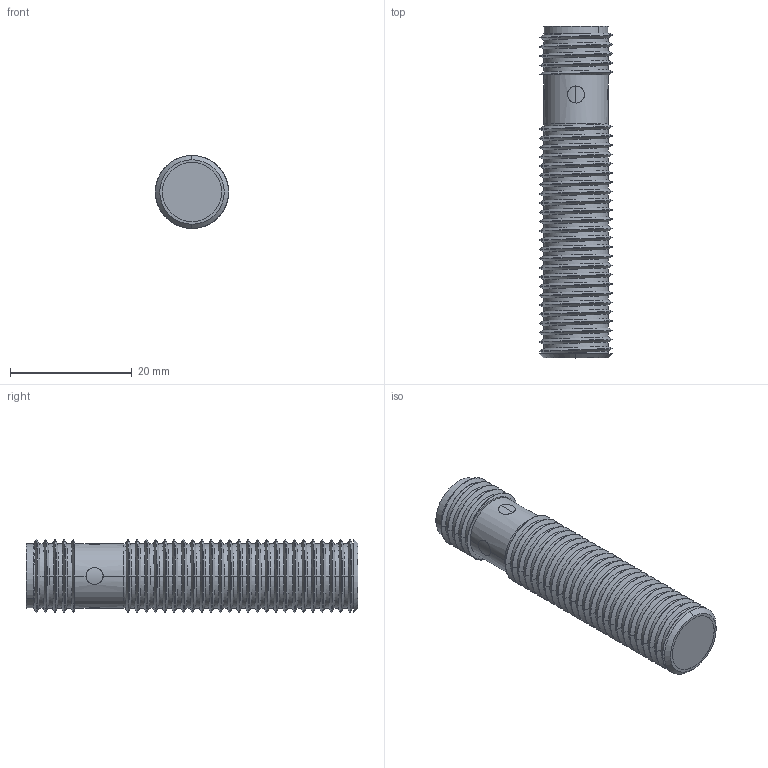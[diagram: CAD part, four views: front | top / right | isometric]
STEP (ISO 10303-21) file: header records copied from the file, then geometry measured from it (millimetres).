
FILE_DESCRIPTION(('STEP AP214'),'1');
FILE_NAME('cctmp_0EB04FAC-B215-4C81-B637-E2B0B84DA30B_2025_02_28_10_58_36_0241_3016..stp','2025-02-28T09:58:36',('Pepperl+Fuchs GmbH'),('CADClick - www.CADClick.com'),'Spatial InterOp 3D',' ','unknown authorization');
FILE_SCHEMA(('AUTOMOTIVE_DESIGN'));
Length unit declared in the file: millimetre
Products named in the file (4): NBB2-12GM40-E2-V1; 2025_02_28_10_58_36_0240; NBB2-12GM40-E2-V1_2; NBB2-12GM40-E2-V1_1
Assembly tree (3 placements, depth 2):
  NBB2-12GM40-E2-V1
    2025_02_28_10_58_36_0240
    NBB2-12GM40-E2-V1_2
    NBB2-12GM40-E2-V1_1
Bounding box: 12.08 x 54.51 x 12 mm (x, y, z)
Volume: 4491.9 mm3; surface area: 4646 mm2
Topology: 7 solids, 7 shells, 333 faces, 715 edges, 388 vertices
Faces by surface type: cylinder 168, cone 130, plane 25, sphere 6, torus 4
Entity records: 15919 total; most frequent: CARTESIAN_POINT 5926, DIRECTION 1464, ORIENTED_EDGE 1406, EDGE_CURVE 703, AXIS2_PLACEMENT_3D 582, STYLED_ITEM 394, PRESENTATION_STYLE_ASSIGNMENT 394, COLOUR_RGB 394
